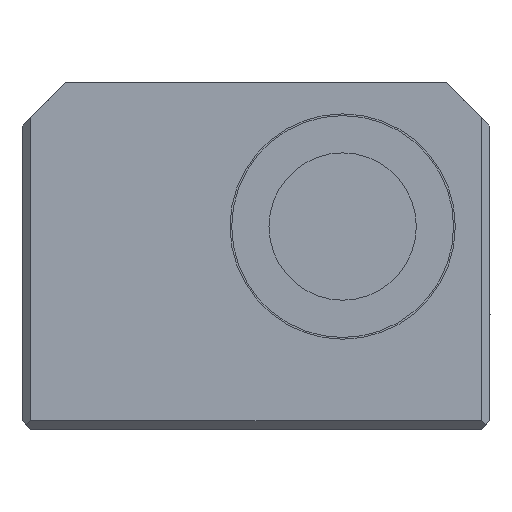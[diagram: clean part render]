
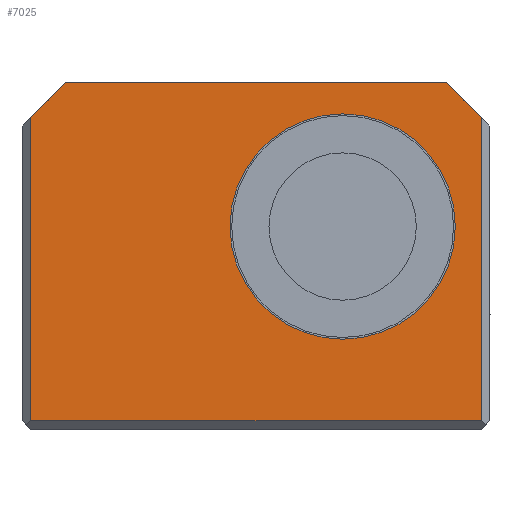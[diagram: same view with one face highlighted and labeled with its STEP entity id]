
A CAD part, left-side view. The second image highlights one B-rep face of the part: STEP entity #7025.
In plain terms, the highlighted planar face has unit normal (-1, 0, 0).
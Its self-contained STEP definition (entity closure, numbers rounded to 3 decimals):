
#95 = EDGE_LOOP ( 'NONE', ( #6747, #5958 ) ) ;
#198 = VECTOR ( 'NONE', #3541, 1000. ) ;
#223 = EDGE_CURVE ( 'Defeatured_0_136+Defeatured_0_99+Defeatured_0_100+Defeatured_0_135', #2679, #1845, #2943, .T. ) ;
#238 = EDGE_CURVE ( 'Defeatured_0_100+Defeatured_0_136+Defeatured_0_99+Defeatured_0_101', #2679, #8099, #9618, .T. ) ;
#451 = CARTESIAN_POINT ( 'NONE',  ( 0., 13.25, 0.25 ) ) ;
#532 = AXIS2_PLACEMENT_3D ( 'NONE', #4229, #2117, #5058 ) ;
#691 = CARTESIAN_POINT ( 'NONE',  ( 0., 6.75, 0.25 ) ) ;
#755 = DIRECTION ( 'NONE',  ( 0., -1., 0. ) ) ;
#1283 = FACE_BOUND ( 'NONE', #95, .T. ) ;
#1322 = CIRCLE ( 'NONE', #532, 3.25 ) ;
#1329 = DIRECTION ( 'NONE',  ( -1., 0., 0. ) ) ;
#1403 = DIRECTION ( 'NONE',  ( 0., -1., 0. ) ) ;
#1416 = DIRECTION ( 'NONE',  ( 0., 0., -1. ) ) ;
#1469 = LINE ( 'NONE', #9671, #2354 ) ;
#1519 = CARTESIAN_POINT ( 'NONE',  ( 0., 4.25, 9.1 ) ) ;
#1703 = VERTEX_POINT ( 'NONE', #1519 ) ;
#1813 = VERTEX_POINT ( 'NONE', #9414 ) ;
#1845 = VERTEX_POINT ( 'NONE', #7783 ) ;
#2117 = DIRECTION ( 'NONE',  ( 1., 0., 0. ) ) ;
#2134 = VECTOR ( 'NONE', #755, 1000. ) ;
#2161 = ORIENTED_EDGE ( 'NONE', *, *, #238, .F. ) ;
#2287 = EDGE_CURVE ( 'Defeatured_0_136+Defeatured_0_148+Defeatured_0_148+Defeatured_0_148', #9293, #1703, #3599, .T. ) ;
#2354 = VECTOR ( 'NONE', #1416, 1000. ) ;
#2449 = VERTEX_POINT ( 'NONE', #6877 ) ;
#2501 = AXIS2_PLACEMENT_3D ( 'NONE', #4103, #6343, #3222 ) ;
#2679 = VERTEX_POINT ( 'NONE', #3650 ) ;
#2725 = LINE ( 'NONE', #6526, #5350 ) ;
#2943 = LINE ( 'NONE', #9572, #198 ) ;
#3083 = EDGE_CURVE ( 'Defeatured_0_136+Defeatured_0_135+Defeatured_0_99+Defeatured_0_150', #1845, #9510, #1469, .T. ) ;
#3222 = DIRECTION ( 'NONE',  ( 0., 0., -1. ) ) ;
#3286 = EDGE_LOOP ( 'NONE', ( #7897, #5152, #7740, #9754, #2161, #3321 ) ) ;
#3321 = ORIENTED_EDGE ( 'NONE', *, *, #223, .T. ) ;
#3418 = LINE ( 'NONE', #4193, #9352 ) ;
#3541 = DIRECTION ( 'NONE',  ( 0., 0.707, -0.707 ) ) ;
#3555 = DIRECTION ( 'NONE',  ( 0., 0., 1. ) ) ;
#3599 = CIRCLE ( 'NONE', #2501, 3.25 ) ;
#3650 = CARTESIAN_POINT ( 'NONE',  ( 0., 12.25, 10. ) ) ;
#3837 = CARTESIAN_POINT ( 'NONE',  ( 0., 1.25, 10. ) ) ;
#3874 = EDGE_CURVE ( 'Defeatured_0_136+Defeatured_0_101+Defeatured_0_149+Defeatured_0_100', #1813, #8099, #3418, .T. ) ;
#3978 = EDGE_CURVE ( 'Defeatured_0_136+Defeatured_0_149+Defeatured_0_150+Defeatured_0_101', #2449, #1813, #2725, .T. ) ;
#4003 = DIRECTION ( 'NONE',  ( 0., 0.707, 0.707 ) ) ;
#4103 = CARTESIAN_POINT ( 'NONE',  ( 0., 4.25, 5.85 ) ) ;
#4168 = CARTESIAN_POINT ( 'NONE',  ( 0., 4.25, 2.6 ) ) ;
#4193 = CARTESIAN_POINT ( 'NONE',  ( 0., 0., 8.75 ) ) ;
#4229 = CARTESIAN_POINT ( 'NONE',  ( 0., 4.25, 5.85 ) ) ;
#4638 = AXIS2_PLACEMENT_3D ( 'NONE', #8121, #1329, #3555 ) ;
#4695 = EDGE_CURVE ( 'Defeatured_0_136+Defeatured_0_150+Defeatured_0_135+Defeatured_0_149', #9510, #2449, #6578, .T. ) ;
#5058 = DIRECTION ( 'NONE',  ( 0., 0., -1. ) ) ;
#5152 = ORIENTED_EDGE ( 'NONE', *, *, #4695, .T. ) ;
#5350 = VECTOR ( 'NONE', #7268, 1000. ) ;
#5771 = PLANE ( 'NONE',  #4638 ) ;
#5806 = CARTESIAN_POINT ( 'NONE',  ( 0., 6.75, 10. ) ) ;
#5958 = ORIENTED_EDGE ( 'NONE', *, *, #6521, .T. ) ;
#6343 = DIRECTION ( 'NONE',  ( 1., 0., 0. ) ) ;
#6471 = VECTOR ( 'NONE', #1403, 1000. ) ;
#6520 = FACE_OUTER_BOUND ( 'NONE', #3286, .T. ) ;
#6521 = EDGE_CURVE ( 'Defeatured_0_136+Defeatured_0_148+Defeatured_0_148+Defeatured_0_148', #1703, #9293, #1322, .T. ) ;
#6526 = CARTESIAN_POINT ( 'NONE',  ( 0., 0.25, 0. ) ) ;
#6578 = LINE ( 'NONE', #691, #6471 ) ;
#6747 = ORIENTED_EDGE ( 'NONE', *, *, #2287, .T. ) ;
#6877 = CARTESIAN_POINT ( 'NONE',  ( 0., 0.25, 0.25 ) ) ;
#7025 = ADVANCED_FACE ( 'Defeatured_0_136', ( #6520, #1283 ), #5771, .T. ) ;
#7268 = DIRECTION ( 'NONE',  ( 0., 0., 1. ) ) ;
#7740 = ORIENTED_EDGE ( 'NONE', *, *, #3978, .T. ) ;
#7783 = CARTESIAN_POINT ( 'NONE',  ( 0., 13.25, 9. ) ) ;
#7897 = ORIENTED_EDGE ( 'NONE', *, *, #3083, .T. ) ;
#8099 = VERTEX_POINT ( 'NONE', #3837 ) ;
#8121 = CARTESIAN_POINT ( 'NONE',  ( 0., 6.75, 0. ) ) ;
#9293 = VERTEX_POINT ( 'NONE', #4168 ) ;
#9352 = VECTOR ( 'NONE', #4003, 1000. ) ;
#9414 = CARTESIAN_POINT ( 'NONE',  ( 0., 0.25, 9. ) ) ;
#9510 = VERTEX_POINT ( 'NONE', #451 ) ;
#9572 = CARTESIAN_POINT ( 'NONE',  ( 0., 12.25, 10. ) ) ;
#9618 = LINE ( 'NONE', #5806, #2134 ) ;
#9671 = CARTESIAN_POINT ( 'NONE',  ( 0., 13.25, 0. ) ) ;
#9754 = ORIENTED_EDGE ( 'NONE', *, *, #3874, .T. ) ;
